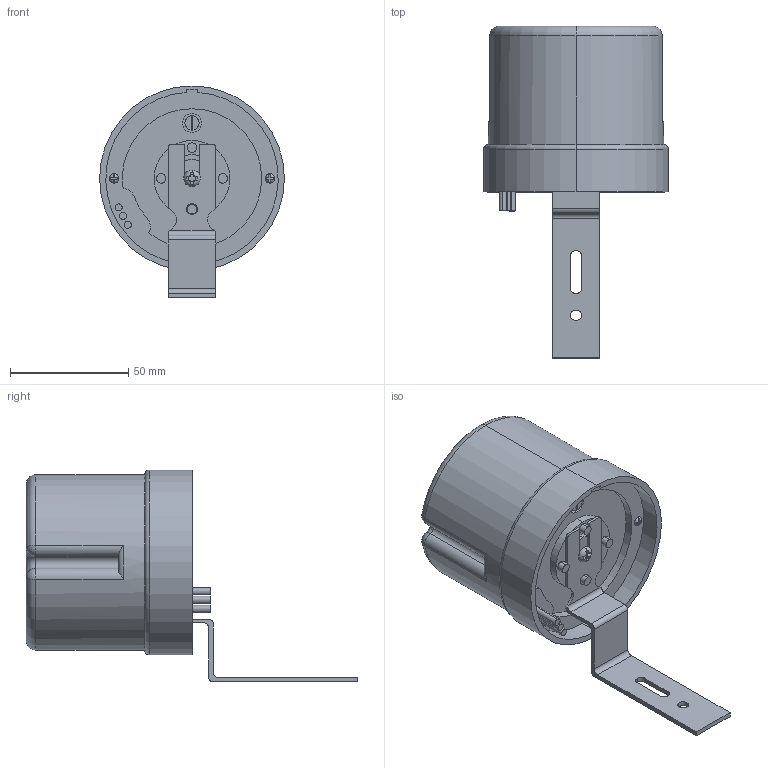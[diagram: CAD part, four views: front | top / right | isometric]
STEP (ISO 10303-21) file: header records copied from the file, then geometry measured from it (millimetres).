
FILE_DESCRIPTION (( 'STEP AP214' ), '1' );
FILE_NAME ('鐕襜 謥錼 3.STEP', '2017-09-05T12:44:38', ( '' ), ( '' ), 'SwSTEP 2.0', 'SolidWorks 2014', '' );
FILE_SCHEMA (( 'AUTOMOTIVE_DESIGN' ));
Length unit declared in the file: millimetre
Products named in the file (1): 鐕襜 謥錼 3
Bounding box: 78 x 140 x 89.49 mm (x, y, z)
Volume: 271365.1 mm3; surface area: 35741 mm2
Topology: 2 solids, 2 shells, 182 faces, 465 edges, 301 vertices
Faces by surface type: plane 99, cylinder 61, torus 15, sphere 4, bspline 3
Entity records: 5804 total; most frequent: CARTESIAN_POINT 1304, DIRECTION 941, ORIENTED_EDGE 922, EDGE_CURVE 461, AXIS2_PLACEMENT_3D 354, VERTEX_POINT 301, VECTOR 233, LINE 233
